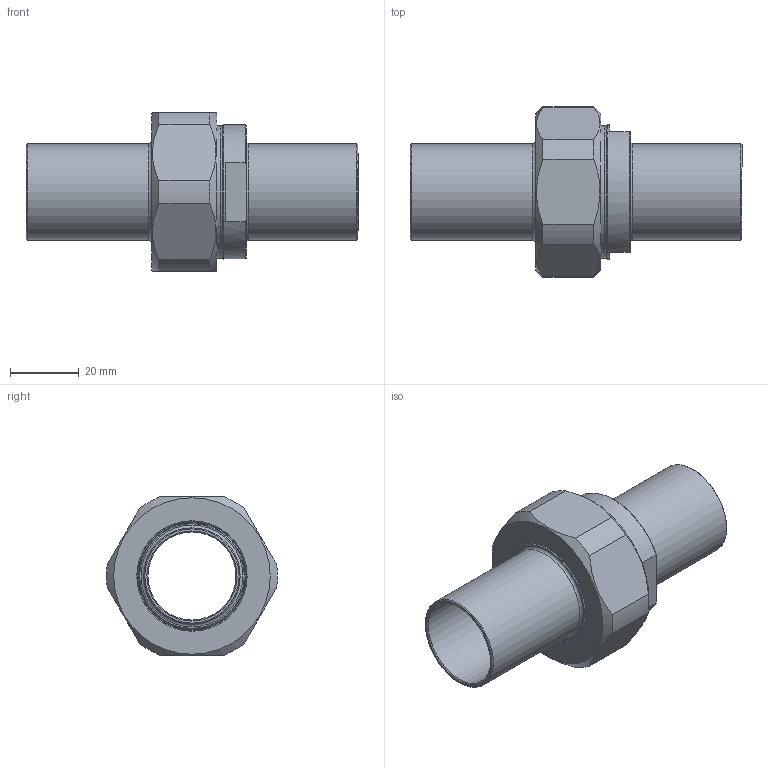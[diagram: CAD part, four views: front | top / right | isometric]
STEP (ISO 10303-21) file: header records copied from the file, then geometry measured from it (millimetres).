
FILE_DESCRIPTION(/* description */ (''),/* implementation_level */ '2;1');
FILE_NAME(/* name */ '3D_R666-PE-PG-28-DN32-28_1711304750.stp',/* time_stamp */ '2021-07-15T14:38:14+02:00',/* author */ ('cad'),/* organization */ (''),/* preprocessor_version */ 'ST-DEVELOPER v18.1',/* originating_system */ 'Autodesk Inventor 2022',/* authorisation */ '');
FILE_SCHEMA (('AUTOMOTIVE_DESIGN { 1 0 10303 214 3 1 1 }'));
Length unit declared in the file: millimetre
Products named in the file (4): 3D_R666-PE-PG-28-DN32-28_1711304750; 3D_R666-M-DN32_17113940; 3D_R666-PG-28-DN32_17113683; 3D_R666-PE-28-DN32_17113477
Assembly tree (3 placements, depth 2):
  3D_R666-PE-PG-28-DN32-28_1711304750
    3D_R666-M-DN32_17113940
    3D_R666-PG-28-DN32_17113683
    3D_R666-PE-28-DN32_17113477
Bounding box: 96.5 x 49.67 x 46 mm (x, y, z)
Volume: 36240.2 mm3; surface area: 26050.1 mm2
Topology: 3 solids, 3 shells, 62 faces, 152 edges, 100 vertices
Faces by surface type: plane 20, cone 19, cylinder 17, torus 6
Full cylindrical faces by diameter (mm): 25.6 x2, 28 x2, 31 x1, 31.5 x1, 38 x1, 38.4 x1, 38.952 x1, 39 x1, 41.8 x1
Entity records: 2011 total; most frequent: DIRECTION 362, CARTESIAN_POINT 353, ORIENTED_EDGE 304, AXIS2_PLACEMENT_3D 157, EDGE_CURVE 152, VERTEX_POINT 100, CIRCLE 88, EDGE_LOOP 72
